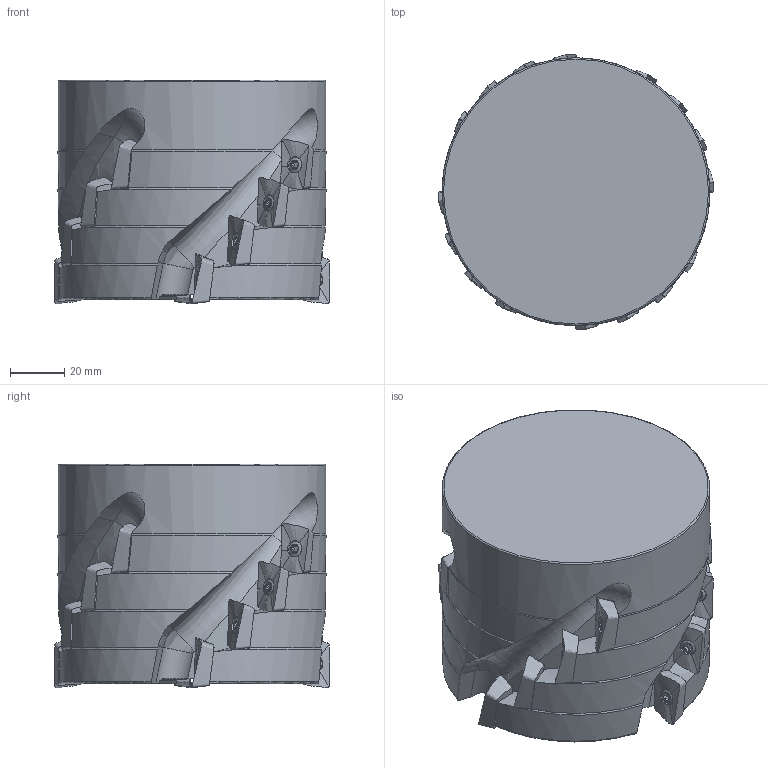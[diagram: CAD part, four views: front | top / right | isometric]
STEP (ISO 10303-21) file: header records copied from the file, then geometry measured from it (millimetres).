
FILE_DESCRIPTION(/* description */ (''),/* implementation_level */ '2;1');
FILE_NAME(/* name */ '1588666529158.stp',/* time_stamp */ '2020-05-05T13:45:58+05:00',/* author */ (''),/* organization */ ('SMS'),/* preprocessor_version */ 'ST-DEVELOPER v16.7',/* originating_system */ 'SIEMENS PLM Software NX 12.0',/* authorisation */ '');
FILE_SCHEMA (('AUTOMOTIVE_DESIGN { 1 0 10303 214 3 1 1 1 }'));
Products named in the file (4): ASSEMBLY_CONSTRUCTION; 202613866mod000_01; 202986384mod000_00; 202986390mod000_00
Assembly tree (18 placements, depth 2):
  202986390mod000_00
    202986384mod000_00
    202613866mod000_01  x16
    ASSEMBLY_CONSTRUCTION
Bounding box: 101.6 x 101.6 x 82.58 mm (x, y, z)
Volume: 557253.5 mm3; surface area: 56837.3 mm2
Topology: 17 solids, 17 shells, 657 faces, 1756 edges, 1218 vertices
Faces by surface type: extrusion 192, bspline 156, plane 91, cone 80, torus 77, cylinder 53, revolution 8
Full cylindrical faces by diameter (mm): 3.5 x16, 4.15 x16, 5.5 x16, 98.68 x1
Entity records: 43674 total; most frequent: CARTESIAN_POINT 31064, DIRECTION 2586, ORIENTED_EDGE 2426, EDGE_CURVE 1213, AXIS2_PLACEMENT_3D 1089, VERTEX_POINT 875, EDGE_LOOP 644, ELLIPSE 612
